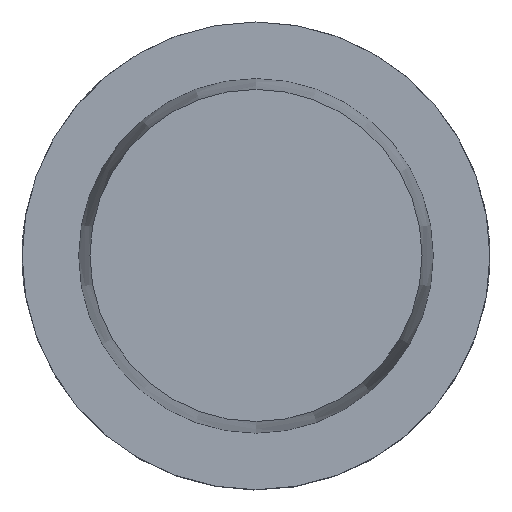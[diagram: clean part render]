
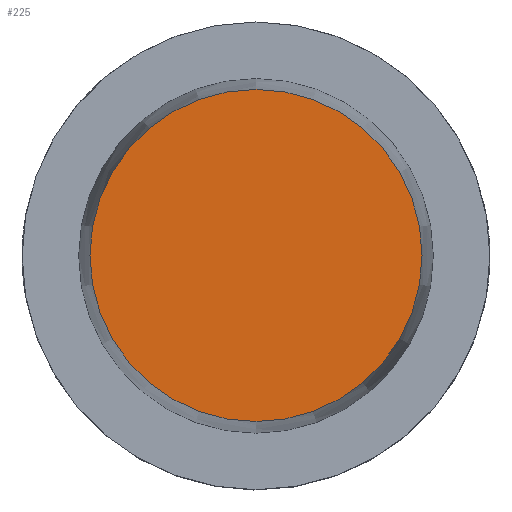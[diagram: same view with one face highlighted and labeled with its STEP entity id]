
A CAD part, top view. The second image highlights one B-rep face of the part: STEP entity #225.
In plain terms, the highlighted planar face has unit normal (0, 0, 1).
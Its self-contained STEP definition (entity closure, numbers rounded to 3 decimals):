
#225=ADVANCED_FACE('240[2]',(#631),#632,.T.);
#328=EDGE_CURVE('240[2]',#781,#781,#782,.T.);
#631=FACE_OUTER_BOUND('',#1264,.T.);
#632=PLANE('',#1265);
#781=VERTEX_POINT('',#1558);
#782=CIRCLE('',#1559,35.5);
#1264=EDGE_LOOP('',(#2128));
#1265=AXIS2_PLACEMENT_3D('',#2129,#2130,#2131);
#1558=CARTESIAN_POINT('',(0.,-35.5,50.0));
#1559=AXIS2_PLACEMENT_3D('',#2296,#2297,#2298);
#2128=ORIENTED_EDGE('',*,*,#328,.F.);
#2129=CARTESIAN_POINT('',(0.,-17.75,50.0));
#2130=DIRECTION('',(0.,0.,1.0));
#2131=DIRECTION('',(1.0,0.,0.0));
#2296=CARTESIAN_POINT('',(0.,0.,50.0));
#2297=DIRECTION('',(0.,0.,-1.0));
#2298=DIRECTION('',(0.,-1.0,0.));
